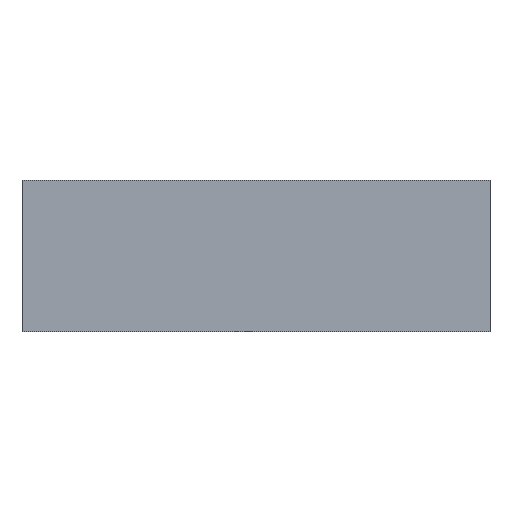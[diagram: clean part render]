
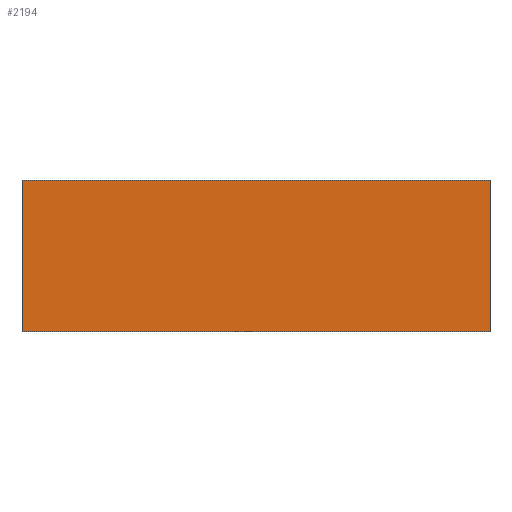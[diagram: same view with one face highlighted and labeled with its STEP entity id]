
A CAD part, front view. The second image highlights one B-rep face of the part: STEP entity #2194.
In plain terms, the highlighted planar face has unit normal (0, -1, 0).
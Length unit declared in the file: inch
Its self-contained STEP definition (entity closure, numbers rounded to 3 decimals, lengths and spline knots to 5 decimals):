
#19 = VECTOR ( 'NONE', #649, 39.37008 ) ;
#254 = EDGE_CURVE ( 'NONE', #1270, #1367, #996, .T. ) ;
#281 = VECTOR ( 'NONE', #475, 39.37008 ) ;
#334 = DIRECTION ( 'NONE',  ( -1., 0., 0. ) ) ;
#351 = DIRECTION ( 'NONE',  ( 1., 0., 0. ) ) ;
#373 = CARTESIAN_POINT ( 'NONE',  ( 0., 0., 0. ) ) ;
#475 = DIRECTION ( 'NONE',  ( 0., 0., -1. ) ) ;
#506 = PLANE ( 'NONE',  #818 ) ;
#545 = VERTEX_POINT ( 'NONE', #1663 ) ;
#649 = DIRECTION ( 'NONE',  ( 0., 0., -1. ) ) ;
#709 = VERTEX_POINT ( 'NONE', #1673 ) ;
#818 = AXIS2_PLACEMENT_3D ( 'NONE', #1204, #1891, #334 ) ;
#870 = CARTESIAN_POINT ( 'NONE',  ( 0., 0., 0.96866 ) ) ;
#894 = LINE ( 'NONE', #1058, #281 ) ;
#908 = EDGE_LOOP ( 'NONE', ( #1796, #1198, #1884, #2064 ) ) ;
#996 = LINE ( 'NONE', #1006, #19 ) ;
#1006 = CARTESIAN_POINT ( 'NONE',  ( 0., 0., 0.26 ) ) ;
#1058 = CARTESIAN_POINT ( 'NONE',  ( 3., 0., 0.26 ) ) ;
#1070 = LINE ( 'NONE', #1783, #1312 ) ;
#1198 = ORIENTED_EDGE ( 'NONE', *, *, #1755, .F. ) ;
#1204 = CARTESIAN_POINT ( 'NONE',  ( 0., 0., 0.26 ) ) ;
#1222 = LINE ( 'NONE', #1908, #1968 ) ;
#1270 = VERTEX_POINT ( 'NONE', #870 ) ;
#1312 = VECTOR ( 'NONE', #1465, 39.37008 ) ;
#1350 = EDGE_CURVE ( 'NONE', #1270, #545, #1222, .T. ) ;
#1367 = VERTEX_POINT ( 'NONE', #373 ) ;
#1465 = DIRECTION ( 'NONE',  ( 1., 0., 0. ) ) ;
#1542 = FACE_OUTER_BOUND ( 'NONE', #908, .T. ) ;
#1663 = CARTESIAN_POINT ( 'NONE',  ( 3., 0., 0.96866 ) ) ;
#1673 = CARTESIAN_POINT ( 'NONE',  ( 3., 0., 0. ) ) ;
#1755 = EDGE_CURVE ( 'NONE', #545, #709, #894, .T. ) ;
#1783 = CARTESIAN_POINT ( 'NONE',  ( 0., 0., 0. ) ) ;
#1796 = ORIENTED_EDGE ( 'NONE', *, *, #1870, .T. ) ;
#1870 = EDGE_CURVE ( 'NONE', #1367, #709, #1070, .T. ) ;
#1884 = ORIENTED_EDGE ( 'NONE', *, *, #1350, .F. ) ;
#1891 = DIRECTION ( 'NONE',  ( 0., 1., 0. ) ) ;
#1908 = CARTESIAN_POINT ( 'NONE',  ( 0., 0., 0.96866 ) ) ;
#1968 = VECTOR ( 'NONE', #351, 39.37008 ) ;
#2064 = ORIENTED_EDGE ( 'NONE', *, *, #254, .T. ) ;
#2194 = ADVANCED_FACE ( 'NONE', ( #1542 ), #506, .F. ) ;
